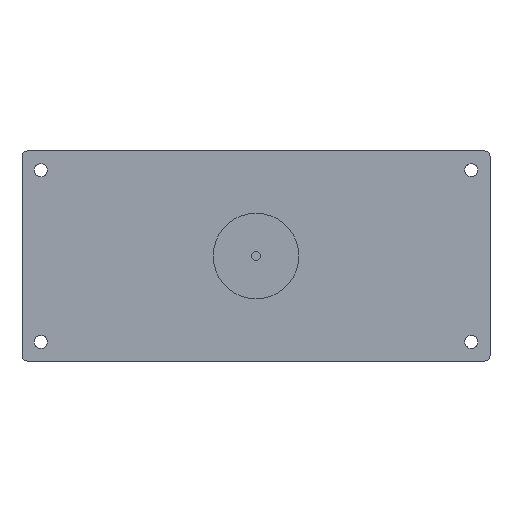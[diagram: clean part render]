
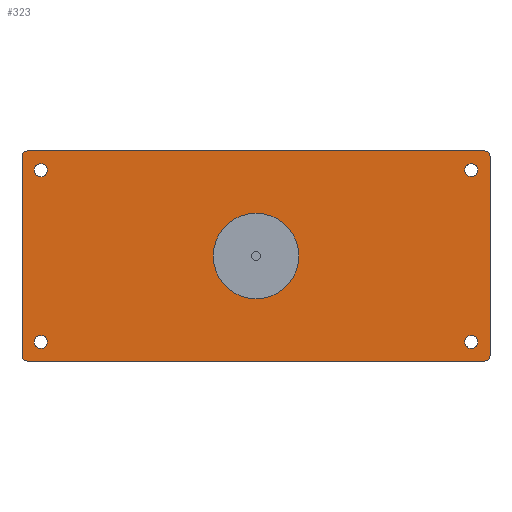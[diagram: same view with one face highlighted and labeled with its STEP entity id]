
A CAD part, front view. The second image highlights one B-rep face of the part: STEP entity #323.
In plain terms, the highlighted planar face has unit normal (0, -1, 0).
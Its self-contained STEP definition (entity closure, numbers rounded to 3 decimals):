
#20=FACE_BOUND('',#73,.T.);
#21=FACE_BOUND('',#74,.T.);
#22=FACE_BOUND('',#75,.T.);
#23=FACE_BOUND('',#76,.T.);
#24=FACE_BOUND('',#77,.T.);
#32=PLANE('',#374);
#49=FACE_OUTER_BOUND('',#72,.T.);
#72=EDGE_LOOP('',(#280,#281,#282,#283,#284,#285,#286,#287));
#73=EDGE_LOOP('',(#288));
#74=EDGE_LOOP('',(#289));
#75=EDGE_LOOP('',(#290));
#76=EDGE_LOOP('',(#291));
#77=EDGE_LOOP('',(#292));
#89=LINE('',#533,#111);
#93=LINE('',#542,#115);
#96=LINE('',#550,#118);
#99=LINE('',#558,#121);
#111=VECTOR('',#437,10.);
#115=VECTOR('',#447,10.);
#118=VECTOR('',#456,10.);
#121=VECTOR('',#465,10.);
#134=CIRCLE('',#355,2.5);
#135=CIRCLE('',#357,2.5);
#136=CIRCLE('',#359,2.5);
#137=CIRCLE('',#361,2.5);
#138=CIRCLE('',#364,2.);
#139=CIRCLE('',#367,2.);
#140=CIRCLE('',#370,2.);
#141=CIRCLE('',#373,2.);
#142=CIRCLE('',#375,16.5);
#158=VERTEX_POINT('',#514);
#159=VERTEX_POINT('',#518);
#160=VERTEX_POINT('',#522);
#161=VERTEX_POINT('',#526);
#162=VERTEX_POINT('',#530);
#163=VERTEX_POINT('',#532);
#164=VERTEX_POINT('',#536);
#165=VERTEX_POINT('',#540);
#166=VERTEX_POINT('',#544);
#167=VERTEX_POINT('',#548);
#168=VERTEX_POINT('',#552);
#169=VERTEX_POINT('',#556);
#170=VERTEX_POINT('',#562);
#188=EDGE_CURVE('',#158,#158,#134,.T.);
#190=EDGE_CURVE('',#159,#159,#135,.T.);
#192=EDGE_CURVE('',#160,#160,#136,.T.);
#194=EDGE_CURVE('',#161,#161,#137,.T.);
#196=EDGE_CURVE('',#163,#162,#89,.T.);
#198=EDGE_CURVE('',#163,#164,#138,.T.);
#201=EDGE_CURVE('',#165,#164,#93,.T.);
#202=EDGE_CURVE('',#165,#166,#139,.T.);
#205=EDGE_CURVE('',#167,#166,#96,.T.);
#206=EDGE_CURVE('',#167,#168,#140,.T.);
#209=EDGE_CURVE('',#169,#168,#99,.T.);
#210=EDGE_CURVE('',#169,#162,#141,.T.);
#211=EDGE_CURVE('',#170,#170,#142,.T.);
#280=ORIENTED_EDGE('',*,*,#210,.F.);
#281=ORIENTED_EDGE('',*,*,#209,.T.);
#282=ORIENTED_EDGE('',*,*,#206,.F.);
#283=ORIENTED_EDGE('',*,*,#205,.T.);
#284=ORIENTED_EDGE('',*,*,#202,.F.);
#285=ORIENTED_EDGE('',*,*,#201,.T.);
#286=ORIENTED_EDGE('',*,*,#198,.F.);
#287=ORIENTED_EDGE('',*,*,#196,.T.);
#288=ORIENTED_EDGE('',*,*,#211,.T.);
#289=ORIENTED_EDGE('',*,*,#194,.T.);
#290=ORIENTED_EDGE('',*,*,#192,.T.);
#291=ORIENTED_EDGE('',*,*,#190,.T.);
#292=ORIENTED_EDGE('',*,*,#188,.T.);
#323=ADVANCED_FACE('',(#49,#20,#21,#22,#23,#24),#32,.T.);
#355=AXIS2_PLACEMENT_3D('',#516,#417,#418);
#357=AXIS2_PLACEMENT_3D('',#520,#422,#423);
#359=AXIS2_PLACEMENT_3D('',#524,#427,#428);
#361=AXIS2_PLACEMENT_3D('',#528,#432,#433);
#364=AXIS2_PLACEMENT_3D('',#537,#441,#442);
#367=AXIS2_PLACEMENT_3D('',#545,#450,#451);
#370=AXIS2_PLACEMENT_3D('',#553,#459,#460);
#373=AXIS2_PLACEMENT_3D('',#560,#468,#469);
#374=AXIS2_PLACEMENT_3D('',#561,#470,#471);
#375=AXIS2_PLACEMENT_3D('',#563,#472,#473);
#417=DIRECTION('center_axis',(0.,1.,0.));
#418=DIRECTION('ref_axis',(1.,0.,0.));
#422=DIRECTION('center_axis',(0.,1.,0.));
#423=DIRECTION('ref_axis',(1.,0.,0.));
#427=DIRECTION('center_axis',(0.,1.,0.));
#428=DIRECTION('ref_axis',(1.,0.,0.));
#432=DIRECTION('center_axis',(0.,1.,0.));
#433=DIRECTION('ref_axis',(1.,0.,0.));
#437=DIRECTION('',(-1.,0.,0.));
#441=DIRECTION('center_axis',(0.,1.,0.));
#442=DIRECTION('ref_axis',(0.707,0.,0.707));
#447=DIRECTION('',(0.,0.,1.));
#450=DIRECTION('center_axis',(0.,1.,0.));
#451=DIRECTION('ref_axis',(0.707,0.,-0.707));
#456=DIRECTION('',(1.,0.,0.));
#459=DIRECTION('center_axis',(0.,1.,0.));
#460=DIRECTION('ref_axis',(-0.707,0.,-0.707));
#465=DIRECTION('',(0.,0.,-1.));
#468=DIRECTION('center_axis',(0.,1.,0.));
#469=DIRECTION('ref_axis',(-0.707,0.,0.707));
#470=DIRECTION('center_axis',(0.,-1.,0.));
#471=DIRECTION('ref_axis',(0.,0.,-1.));
#472=DIRECTION('center_axis',(0.,1.,0.));
#473=DIRECTION('ref_axis',(1.,0.,0.));
#514=CARTESIAN_POINT('',(-85.5,-62.,33.15));
#516=CARTESIAN_POINT('Origin',(-83.,-62.,33.15));
#518=CARTESIAN_POINT('',(-85.5,-62.,-33.15));
#520=CARTESIAN_POINT('Origin',(-83.,-62.,-33.15));
#522=CARTESIAN_POINT('',(80.5,-62.,33.15));
#524=CARTESIAN_POINT('Origin',(83.,-62.,33.15));
#526=CARTESIAN_POINT('',(80.5,-62.,-33.15));
#528=CARTESIAN_POINT('Origin',(83.,-62.,-33.15));
#530=CARTESIAN_POINT('',(-88.286,-62.,40.54));
#532=CARTESIAN_POINT('',(88.265,-62.,40.54));
#533=CARTESIAN_POINT('',(-90.286,-62.,40.54));
#536=CARTESIAN_POINT('',(90.265,-62.,38.54));
#537=CARTESIAN_POINT('Origin',(88.265,-62.,38.54));
#540=CARTESIAN_POINT('',(90.265,-62.,-38.517));
#542=CARTESIAN_POINT('',(90.265,-62.,40.54));
#544=CARTESIAN_POINT('',(88.265,-62.,-40.517));
#545=CARTESIAN_POINT('Origin',(88.265,-62.,-38.517));
#548=CARTESIAN_POINT('',(-88.286,-62.,-40.517));
#550=CARTESIAN_POINT('',(90.265,-62.,-40.517));
#552=CARTESIAN_POINT('',(-90.286,-62.,-38.517));
#553=CARTESIAN_POINT('Origin',(-88.286,-62.,-38.517));
#556=CARTESIAN_POINT('',(-90.286,-62.,38.54));
#558=CARTESIAN_POINT('',(-90.286,-62.,-40.517));
#560=CARTESIAN_POINT('Origin',(-88.286,-62.,38.54));
#561=CARTESIAN_POINT('Origin',(-0.01,-62.,0.012));
#562=CARTESIAN_POINT('',(-16.5,-62.,0.));
#563=CARTESIAN_POINT('Origin',(0.,-62.,0.));
